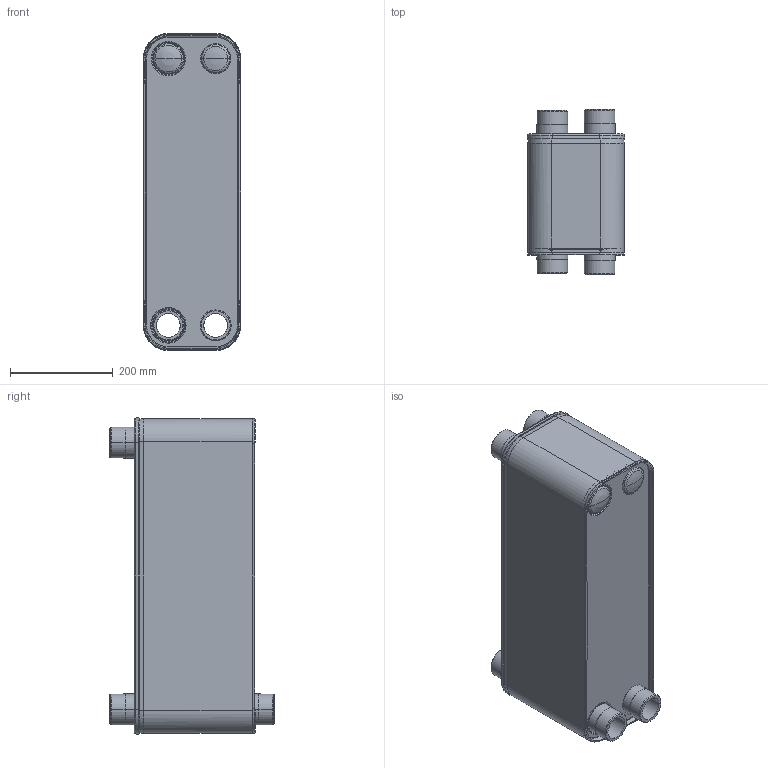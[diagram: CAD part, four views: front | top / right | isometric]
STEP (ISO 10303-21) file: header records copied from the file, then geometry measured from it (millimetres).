
FILE_DESCRIPTION((''),'2;1');
FILE_NAME('CB110_86H_3287146302_ASM','2021-03-16T14:44:30',('CNSHIPU'),(''),'CREO PARAMETRIC BY PTC INC, 2020281','CREO PARAMETRIC BY PTC INC, 2020281','');
FILE_SCHEMA(('CONFIG_CONTROL_DESIGN'));
Length unit declared in the file: millimetre
Products named in the file (6): CB110_86_CH_BLOCK; CB110_FP_S1S2S3S4_51; CB110_PP_T1T4_51; LABEL_STD; 1625782-01; CB110_86H_3287146302_ASM
Assembly tree (10 placements, depth 2):
  CB110_86H_3287146302_ASM
    CB110_86_CH_BLOCK
    CB110_FP_S1S2S3S4_51
    CB110_PP_T1T4_51
    LABEL_STD
    1625782-01  x6
Bounding box: 190.04 x 320.9 x 616.25 mm (x, y, z)
Volume: 23178817.1 mm3; surface area: 1402497.1 mm2
Topology: 18 solids, 31 shells, 688 faces, 1627 edges, 1010 vertices
Faces by surface type: plane 278, cylinder 162, cone 114, torus 110, bspline 16, sphere 8
Entity records: 16083 total; most frequent: CARTESIAN_POINT 3521, DIRECTION 2665, ORIENTED_EDGE 2510, EDGE_CURVE 1259, AXIS2_PLACEMENT_3D 970, VERTEX_POINT 790, VECTOR 725, LINE 725
